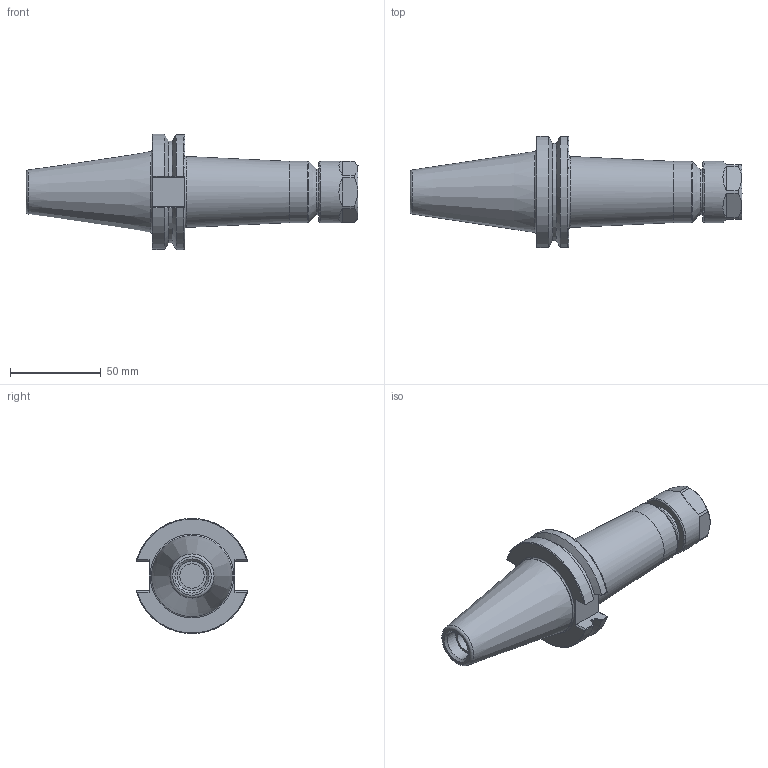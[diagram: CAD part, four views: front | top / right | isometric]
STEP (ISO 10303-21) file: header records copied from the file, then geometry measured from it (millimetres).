
FILE_DESCRIPTION((''),'2;1');
FILE_NAME('CAT40-ER20-4.5DT.stp','2018-02-14T17:25:03',(''),(''),'STEP Write','Mastercam 2017 ... CNC Software, Inc.','');
FILE_SCHEMA(('AUTOMOTIVE_DESIGN'));
Length unit declared in the file: inch
Products named in the file (1): None
Bounding box: 182.63 x 61.14 x 63.26 mm (x, y, z)
Volume: 196291.7 mm3; surface area: 30289.6 mm2
Topology: 1 solids, 1 shells, 95 faces, 246 edges, 159 vertices
Faces by surface type: plane 46, cylinder 22, cone 15, torus 6, sphere 4, bspline 2
Full cylindrical faces by diameter (mm): 11.113 x1, 13.386 x1, 15.469 x1, 16.256 x1, 24.892 x1, 33.655 x1, 33.782 x1, 44.45 x1
Entity records: 3353 total; most frequent: CARTESIAN_POINT 1214, ORIENTED_EDGE 434, DIRECTION 366, EDGE_CURVE 217, AXIS2_PLACEMENT_3D 149, VERTEX_POINT 149, EDGE_LOOP 120, STYLED_ITEM 96
